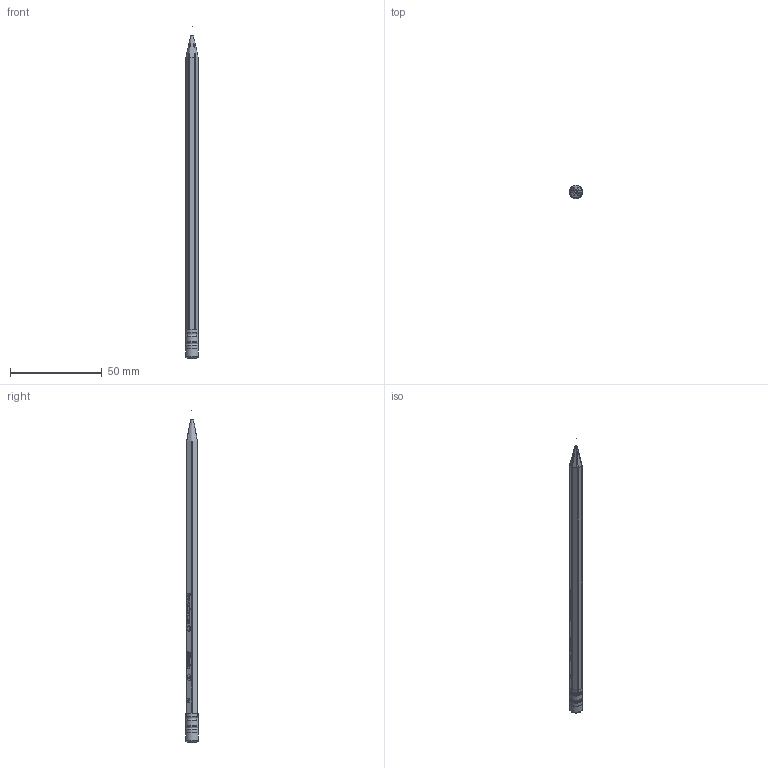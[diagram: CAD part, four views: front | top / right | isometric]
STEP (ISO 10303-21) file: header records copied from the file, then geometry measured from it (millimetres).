
FILE_DESCRIPTION(/* description */ (''),/* implementation_level */ '2;1');
FILE_NAME(/* name */ 'pENCIL.stp',/* time_stamp */ '2017-08-15T16:33:33-05:00',/* author */ ('DISEÑO'),/* organization */ ('Proyecformas'),/* preprocessor_version */ 'ST-DEVELOPER v16.5',/* originating_system */ 'Autodesk Inventor 2017',/* authorisation */ 'Edgar Moreno');
FILE_SCHEMA (('AUTOMOTIVE_DESIGN { 1 0 10303 214 3 1 1 }'));
Length unit declared in the file: millimetre
Products named in the file (1): Part2
Bounding box: 7.44 x 7.44 x 181 mm (x, y, z)
Volume: 535.9 mm3; surface area: 4192.9 mm2
Topology: 3 solids, 4 shells, 429 faces, 1359 edges, 753 vertices
Faces by surface type: plane 222, bspline 171, cylinder 22, torus 13, cone 1
Full cylindrical faces by diameter (mm): 3.092 x1, 6.928 x3, 6.936 x3, 6.955 x2, 7.021 x2, 7.029 x3, 7.048 x2
Entity records: 13869 total; most frequent: CARTESIAN_POINT 4709, ORIENTED_EDGE 2028, DIRECTION 1261, EDGE_CURVE 1014, VERTEX_POINT 684, LINE 645, VECTOR 645, EDGE_LOOP 460
